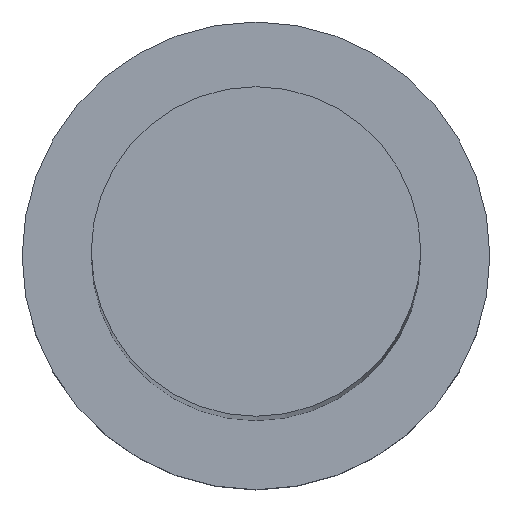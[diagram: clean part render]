
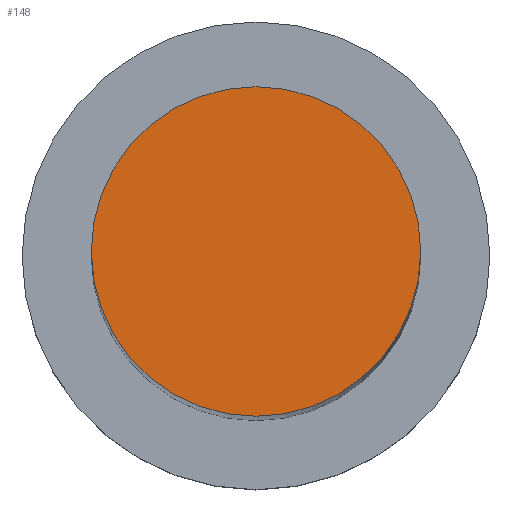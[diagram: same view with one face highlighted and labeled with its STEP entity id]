
A CAD part, top view. The second image highlights one B-rep face of the part: STEP entity #148.
In plain terms, the highlighted planar face has unit normal (0, 0, 1).
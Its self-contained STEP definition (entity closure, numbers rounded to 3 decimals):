
#3 = EDGE_LOOP ( 'NONE', ( #20, #115 ) ) ;
#8 = VERTEX_POINT ( 'NONE', #203 ) ;
#19 = CARTESIAN_POINT ( 'NONE',  ( 0., 0., 125. ) ) ;
#20 = ORIENTED_EDGE ( 'NONE', *, *, #100, .T. ) ;
#24 = FACE_OUTER_BOUND ( 'NONE', #3, .T. ) ;
#36 = AXIS2_PLACEMENT_3D ( 'NONE', #161, #247, #141 ) ;
#48 = CARTESIAN_POINT ( 'NONE',  ( 0., 0., 125. ) ) ;
#50 = DIRECTION ( 'NONE',  ( 1., 0., 0. ) ) ;
#58 = CIRCLE ( 'NONE', #36, 7.75 ) ;
#67 = DIRECTION ( 'NONE',  ( 0., 0., 1. ) ) ;
#68 = AXIS2_PLACEMENT_3D ( 'NONE', #19, #194, #50 ) ;
#80 = CIRCLE ( 'NONE', #68, 7.75 ) ;
#84 = VERTEX_POINT ( 'NONE', #188 ) ;
#100 = EDGE_CURVE ( 'NONE', #8, #84, #58, .T. ) ;
#115 = ORIENTED_EDGE ( 'NONE', *, *, #226, .T. ) ;
#141 = DIRECTION ( 'NONE',  ( 1., 0., 0. ) ) ;
#148 = ADVANCED_FACE ( 'NONE', ( #24 ), #174, .T. ) ;
#161 = CARTESIAN_POINT ( 'NONE',  ( 0., 0., 125. ) ) ;
#174 = PLANE ( 'NONE',  #197 ) ;
#188 = CARTESIAN_POINT ( 'NONE',  ( 7.75, 0., 125. ) ) ;
#193 = DIRECTION ( 'NONE',  ( 1., 0., 0. ) ) ;
#194 = DIRECTION ( 'NONE',  ( 0., 0., 1. ) ) ;
#197 = AXIS2_PLACEMENT_3D ( 'NONE', #48, #67, #193 ) ;
#203 = CARTESIAN_POINT ( 'NONE',  ( -7.75, 0., 125. ) ) ;
#226 = EDGE_CURVE ( 'NONE', #84, #8, #80, .T. ) ;
#247 = DIRECTION ( 'NONE',  ( 0., 0., 1. ) ) ;
